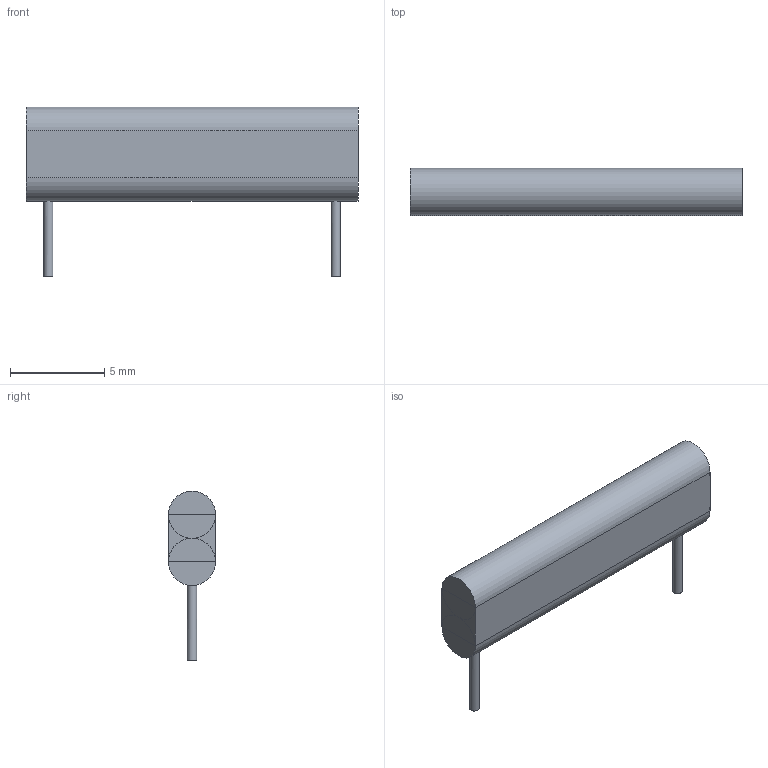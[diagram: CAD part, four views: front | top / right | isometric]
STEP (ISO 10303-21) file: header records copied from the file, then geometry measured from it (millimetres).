
FILE_DESCRIPTION(('FreeCAD Model'),'2;1');
FILE_NAME('MHR0317SA.step' ,'2020-09-24T00:27:51',('kicad StepUp'),('ksu MCAD'), 'Open CASCADE STEP processor 7.4','FreeCAD','Unknown');
FILE_SCHEMA(('AUTOMOTIVE_DESIGN { 1 0 10303 214 1 1 1 1 }'));
Length unit declared in the file: millimetre
Products named in the file (1): MHR0317SA
Bounding box: 17.6 x 2.5 x 9 mm (x, y, z)
Volume: 198 mm3; surface area: 261.2 mm2
Topology: 1 solids, 1 shells, 21 faces, 37 edges, 18 vertices
Faces by surface type: plane 16, cylinder 5
Full cylindrical faces by diameter (mm): 0.5 x2
Entity records: 755 total; most frequent: CARTESIAN_POINT 193, DIRECTION 93, ORIENTED_EDGE 74, AXIS2_PLACEMENT_3D 38, EDGE_CURVE 37, ADVANCED_FACE 21, FACE_BOUND 21, EDGE_LOOP 21
